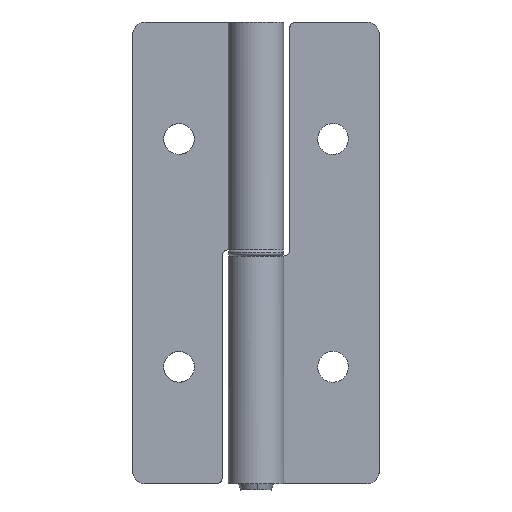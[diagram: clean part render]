
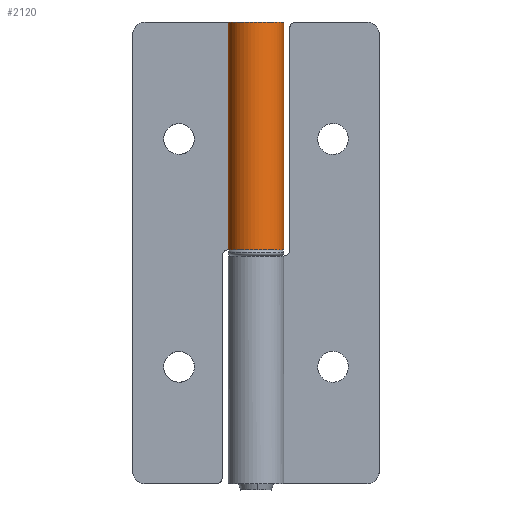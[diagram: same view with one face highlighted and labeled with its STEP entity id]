
A CAD part, front view. The second image highlights one B-rep face of the part: STEP entity #2120.
In plain terms, the highlighted free-form (B-spline) face has degree [1, 2] with [2, 7] control points.
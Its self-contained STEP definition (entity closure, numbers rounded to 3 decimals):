
#1821=CARTESIAN_POINT('',(0.,4.5,38.0));
#1822=VERTEX_POINT('',#1821);
#1828=CARTESIAN_POINT('',(-4.031,2.,38.0));
#1829=VERTEX_POINT('',#1828);
#1830=CARTESIAN_POINT('',(-4.031,2.,38.0));
#1831=CARTESIAN_POINT('',(-4.179,1.701,38.));
#1832=CARTESIAN_POINT('',(-4.367,1.186,38.));
#1833=CARTESIAN_POINT('',(-4.499,0.407,38.));
#1834=CARTESIAN_POINT('',(-4.512,-0.43,38.));
#1835=CARTESIAN_POINT('',(-4.359,-1.224,38.));
#1836=CARTESIAN_POINT('',(-4.039,-2.029,38.));
#1837=CARTESIAN_POINT('',(-3.601,-2.761,38.));
#1838=CARTESIAN_POINT('',(-2.969,-3.423,38.));
#1839=CARTESIAN_POINT('',(-2.182,-3.97,38.));
#1840=CARTESIAN_POINT('',(-1.356,-4.328,38.));
#1841=CARTESIAN_POINT('',(-0.563,-4.483,38.));
#1842=CARTESIAN_POINT('',(0.149,-4.512,38.));
#1843=CARTESIAN_POINT('',(0.876,-4.442,38.));
#1844=CARTESIAN_POINT('',(1.826,-4.162,38.));
#1845=CARTESIAN_POINT('',(2.697,-3.651,38.));
#1846=CARTESIAN_POINT('',(3.327,-3.055,38.));
#1847=CARTESIAN_POINT('',(3.785,-2.469,38.));
#1848=CARTESIAN_POINT('',(4.109,-1.883,38.));
#1849=CARTESIAN_POINT('',(4.36,-1.182,38.));
#1850=CARTESIAN_POINT('',(4.511,-0.405,38.));
#1851=CARTESIAN_POINT('',(4.508,0.357,38.));
#1852=CARTESIAN_POINT('',(4.375,1.12,38.0));
#1853=CARTESIAN_POINT('',(4.161,1.77,38.));
#1854=CARTESIAN_POINT('',(3.761,2.522,38.));
#1855=CARTESIAN_POINT('',(3.252,3.149,38.));
#1856=CARTESIAN_POINT('',(2.579,3.719,38.));
#1857=CARTESIAN_POINT('',(1.878,4.12,38.));
#1858=CARTESIAN_POINT('',(0.985,4.424,38.));
#1859=CARTESIAN_POINT('',(0.364,4.5,38.));
#1860=CARTESIAN_POINT('',(0.,4.5,38.0));
#1861=B_SPLINE_CURVE_WITH_KNOTS('',3,(#1830,#1831,#1832,#1833,#1834,#1835,#1836,#1837,#1838,#1839,#1840,#1841,#1842,#1843,#1844,#1845,#1846,#1847,#1848,#1849,#1850,#1851,#1852,#1853,#1854,#1855,#1856,#1857,#1858,#1859,#1860),.UNSPECIFIED.,.F.,.U.,(4,1,1,1,1,1,1,1,1,1,1,1,1,1,1,1,1,1,1,1,1,1,1,1,1,1,1,1,4),(0.,1.,1.637,2.364,3.501,4.046,4.956,6.047,6.774,7.82,8.729,9.184,9.957,10.912,12.139,12.958,13.503,14.367,14.958,15.731,16.731,17.231,18.05,18.777,19.777,20.459,21.414,22.187,23.278),.UNSPECIFIED.);
#1862=EDGE_CURVE('',#1829,#1822,#1861,.T.);
#1924=CARTESIAN_POINT('',(0.,4.5,75.0));
#1925=VERTEX_POINT('',#1924);
#1963=CARTESIAN_POINT('',(-4.031,2.,75.0));
#1964=VERTEX_POINT('',#1963);
#1970=CARTESIAN_POINT('',(0.,4.5,75.0));
#1971=CARTESIAN_POINT('',(0.242,4.5,75.));
#1972=CARTESIAN_POINT('',(0.818,4.453,75.));
#1973=CARTESIAN_POINT('',(1.582,4.24,75.));
#1974=CARTESIAN_POINT('',(2.387,3.846,75.));
#1975=CARTESIAN_POINT('',(3.084,3.326,75.));
#1976=CARTESIAN_POINT('',(3.681,2.634,75.));
#1977=CARTESIAN_POINT('',(4.047,2.002,75.));
#1978=CARTESIAN_POINT('',(4.337,1.284,75.));
#1979=CARTESIAN_POINT('',(4.491,0.568,75.));
#1980=CARTESIAN_POINT('',(4.511,-0.252,75.));
#1981=CARTESIAN_POINT('',(4.4,-1.097,75.));
#1982=CARTESIAN_POINT('',(4.096,-1.945,75.));
#1983=CARTESIAN_POINT('',(3.63,-2.694,75.));
#1984=CARTESIAN_POINT('',(3.037,-3.367,75.));
#1985=CARTESIAN_POINT('',(2.385,-3.849,75.));
#1986=CARTESIAN_POINT('',(1.647,-4.204,75.));
#1987=CARTESIAN_POINT('',(0.849,-4.458,75.));
#1988=CARTESIAN_POINT('',(-0.202,-4.548,75.));
#1989=CARTESIAN_POINT('',(-1.27,-4.356,75.));
#1990=CARTESIAN_POINT('',(-2.041,-4.03,75.));
#1991=CARTESIAN_POINT('',(-2.662,-3.649,75.));
#1992=CARTESIAN_POINT('',(-3.163,-3.228,75.));
#1993=CARTESIAN_POINT('',(-3.689,-2.618,75.));
#1994=CARTESIAN_POINT('',(-4.062,-1.989,75.));
#1995=CARTESIAN_POINT('',(-4.337,-1.265,75.));
#1996=CARTESIAN_POINT('',(-4.487,-0.566,75.));
#1997=CARTESIAN_POINT('',(-4.517,0.209,75.));
#1998=CARTESIAN_POINT('',(-4.401,1.084,75.));
#1999=CARTESIAN_POINT('',(-4.193,1.674,75.));
#2000=CARTESIAN_POINT('',(-4.031,2.,75.0));
#2001=B_SPLINE_CURVE_WITH_KNOTS('',3,(#1970,#1971,#1972,#1973,#1974,#1975,#1976,#1977,#1978,#1979,#1980,#1981,#1982,#1983,#1984,#1985,#1986,#1987,#1988,#1989,#1990,#1991,#1992,#1993,#1994,#1995,#1996,#1997,#1998,#1999,#2000),.UNSPECIFIED.,.F.,.U.,(4,1,1,1,1,1,1,1,1,1,1,1,1,1,1,1,1,1,1,1,1,1,1,1,1,1,1,1,4),(0.,0.727,1.728,2.364,3.41,4.319,5.092,5.592,6.638,7.274,8.047,9.184,9.957,10.684,11.866,12.367,13.14,14.367,15.504,16.368,16.868,17.686,18.323,19.277,19.868,20.641,21.414,22.187,23.278),.UNSPECIFIED.);
#2002=EDGE_CURVE('',#1925,#1964,#2001,.T.);
#2079=CARTESIAN_POINT('',(-4.031,2.,75.0));
#2080=CARTESIAN_POINT('',(-4.031,2.,38.0));
#2081=QUASI_UNIFORM_CURVE('',1,(#2079,#2080),.UNSPECIFIED.,.F.,.U.);
#2082=EDGE_CURVE('',#1964,#1829,#2081,.T.);
#2088=CARTESIAN_POINT('',(-3.955,2.147,75.925));
#2089=CARTESIAN_POINT('',(-3.955,2.147,37.052));
#2090=CARTESIAN_POINT('',(-6.559,-2.65,75.925));
#2091=CARTESIAN_POINT('',(-6.559,-2.65,37.052));
#2092=CARTESIAN_POINT('',(-1.353,-4.292,75.925));
#2093=CARTESIAN_POINT('',(-1.353,-4.292,37.052));
#2094=CARTESIAN_POINT('',(3.853,-5.933,75.925));
#2095=CARTESIAN_POINT('',(3.853,-5.933,37.052));
#2096=CARTESIAN_POINT('',(4.471,-0.509,75.925));
#2097=CARTESIAN_POINT('',(4.471,-0.509,37.052));
#2098=CARTESIAN_POINT('',(5.089,4.914,75.925));
#2099=CARTESIAN_POINT('',(5.089,4.914,37.052));
#2100=CARTESIAN_POINT('',(-0.353,4.486,75.925));
#2101=CARTESIAN_POINT('',(-0.353,4.486,37.052));
#2109=(BOUNDED_SURFACE()B_SPLINE_SURFACE(1,2,((#2088,#2090,#2092,#2094,#2096,#2098,#2100),(#2089,#2091,#2093,#2095,#2097,#2099,#2101)),.UNSPECIFIED.,.F.,.F.,.U.)B_SPLINE_SURFACE_WITH_KNOTS((2,2),(3,2,2,3),(0.0,38.873),(0.0,8.489,16.979,25.468),.UNSPECIFIED.)GEOMETRIC_REPRESENTATION_ITEM()RATIONAL_B_SPLINE_SURFACE(((1.0,0.636,1.0,0.636,1.0,0.636,1.0),(1.0,0.636,1.0,0.636,1.0,0.636,1.0)))REPRESENTATION_ITEM('')SURFACE());
#2110=ORIENTED_EDGE('',*,*,#1862,.T.);
#2111=CARTESIAN_POINT('',(0.,4.5,75.0));
#2112=CARTESIAN_POINT('',(0.,4.5,38.0));
#2113=QUASI_UNIFORM_CURVE('',1,(#2111,#2112),.UNSPECIFIED.,.F.,.U.);
#2114=EDGE_CURVE('',#1925,#1822,#2113,.T.);
#2115=ORIENTED_EDGE('',*,*,#2114,.F.);
#2116=ORIENTED_EDGE('',*,*,#2002,.T.);
#2117=ORIENTED_EDGE('',*,*,#2082,.T.);
#2118=EDGE_LOOP('',(#2110,#2115,#2116,#2117));
#2119=FACE_OUTER_BOUND('',#2118,.T.);
#2120=ADVANCED_FACE('',(#2119),#2109,.T.);
